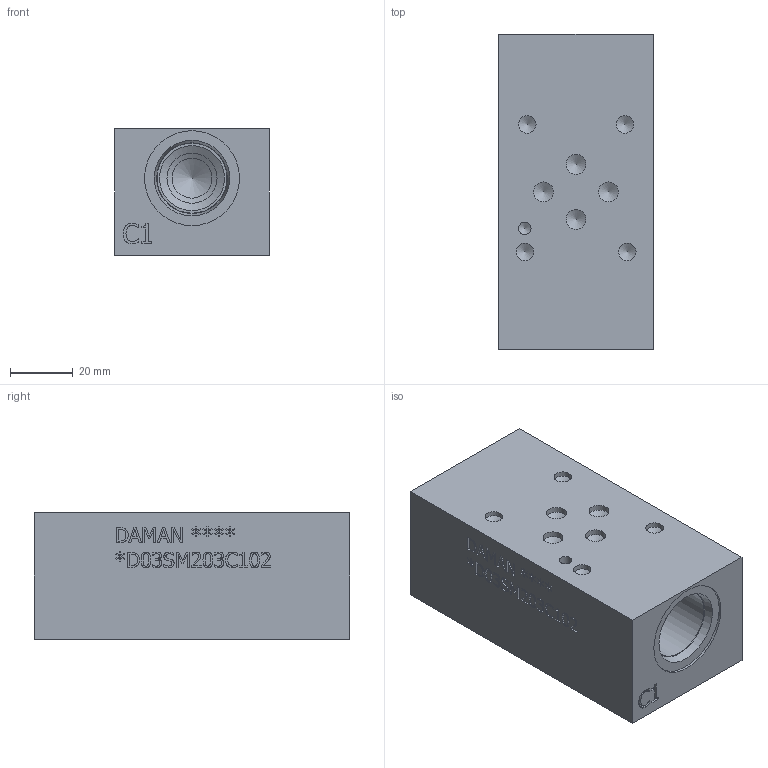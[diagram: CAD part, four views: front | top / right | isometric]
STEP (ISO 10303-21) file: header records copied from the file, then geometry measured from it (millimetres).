
FILE_DESCRIPTION(/* description */ (''),/* implementation_level */ '2;1');
FILE_NAME(/* name */ '_D03SM203C102.stp',/* time_stamp */ '2020-08-17T15:18:27-04:00',/* author */ ('stevenb'),/* organization */ (''),/* preprocessor_version */ 'ST-DEVELOPER v17',/* originating_system */ 'Autodesk Inventor 2019',/* authorisation */ '');
FILE_SCHEMA (('AUTOMOTIVE_DESIGN { 1 0 10303 214 3 1 1 }'));
Length unit declared in the file: millimetre
Products named in the file (1): _D03SM203C102
Bounding box: 49.02 x 100.08 x 40.13 mm (x, y, z)
Volume: 170732.7 mm3; surface area: 27691.5 mm2
Topology: 1 solids, 1 shells, 526 faces, 1481 edges, 998 vertices
Faces by surface type: plane 277, bspline 189, cylinder 32, cone 28
Full cylindrical faces by diameter (mm): 3.175 x1, 3.962 x1, 5.563 x8, 6.35 x8, 12.7 x6, 15.9 x2, 20.625 x2, 22.225 x2, 30.15 x2
Entity records: 18312 total; most frequent: CARTESIAN_POINT 5443, ORIENTED_EDGE 2922, DIRECTION 1891, EDGE_CURVE 1461, VERTEX_POINT 998, LINE 951, VECTOR 951, EDGE_LOOP 587
